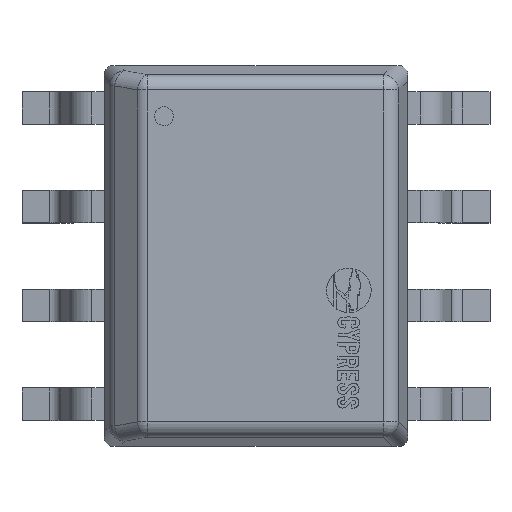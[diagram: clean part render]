
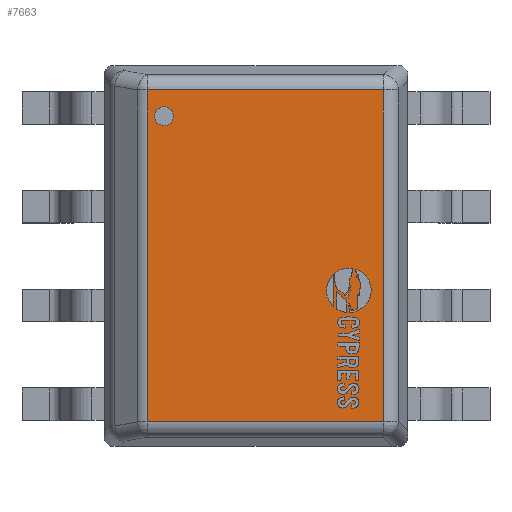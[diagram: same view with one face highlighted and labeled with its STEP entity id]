
A CAD part, top view. The second image highlights one B-rep face of the part: STEP entity #7663.
In plain terms, the highlighted planar face has unit normal (0, 0, 1).
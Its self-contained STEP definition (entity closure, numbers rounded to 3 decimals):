
#512=PLANE('',#8182);
#778=LINE('',#10315,#1548);
#780=LINE('',#10318,#1550);
#782=LINE('',#10321,#1552);
#786=LINE('',#10327,#1556);
#1548=VECTOR('',#8717,3.038);
#1550=VECTOR('',#8721,4.269);
#1552=VECTOR('',#8725,3.038);
#1556=VECTOR('',#8733,4.269);
#2396=FACE_OUTER_BOUND('',#2841,.T.);
#2841=EDGE_LOOP('',(#5459,#5460,#5461,#5462));
#3393=VERTEX_POINT('',#10290);
#3395=VERTEX_POINT('',#10299);
#3398=VERTEX_POINT('',#10306);
#3399=VERTEX_POINT('',#10310);
#4199=EDGE_CURVE('',#3395,#3399,#778,.T.);
#4201=EDGE_CURVE('',#3399,#3398,#780,.T.);
#4203=EDGE_CURVE('',#3398,#3393,#782,.T.);
#4207=EDGE_CURVE('',#3393,#3395,#786,.T.);
#5459=ORIENTED_EDGE('',*,*,#4199,.F.);
#5460=ORIENTED_EDGE('',*,*,#4207,.F.);
#5461=ORIENTED_EDGE('',*,*,#4203,.F.);
#5462=ORIENTED_EDGE('',*,*,#4201,.F.);
#7663=ADVANCED_FACE('',(#2396),#512,.T.);
#8182=AXIS2_PLACEMENT_3D('',#10336,#8748,#8749);
#8717=DIRECTION('',(1.,0.,0.));
#8721=DIRECTION('',(0.,-1.,0.));
#8725=DIRECTION('',(-1.,0.,0.));
#8733=DIRECTION('',(0.,1.,0.));
#8748=DIRECTION('center_axis',(0.,0.,1.));
#8749=DIRECTION('ref_axis',(1.,0.,0.));
#10290=CARTESIAN_POINT('',(-1.399,-2.135,1.553));
#10299=CARTESIAN_POINT('',(-1.399,2.135,1.553));
#10306=CARTESIAN_POINT('',(1.639,-2.135,1.553));
#10310=CARTESIAN_POINT('',(1.639,2.135,1.553));
#10315=CARTESIAN_POINT('',(0.487,2.135,1.553));
#10318=CARTESIAN_POINT('',(1.639,-0.611,1.553));
#10321=CARTESIAN_POINT('',(-0.487,-2.135,1.553));
#10327=CARTESIAN_POINT('',(-1.399,0.306,1.553));
#10336=CARTESIAN_POINT('Origin',(0.,0.,1.553));
